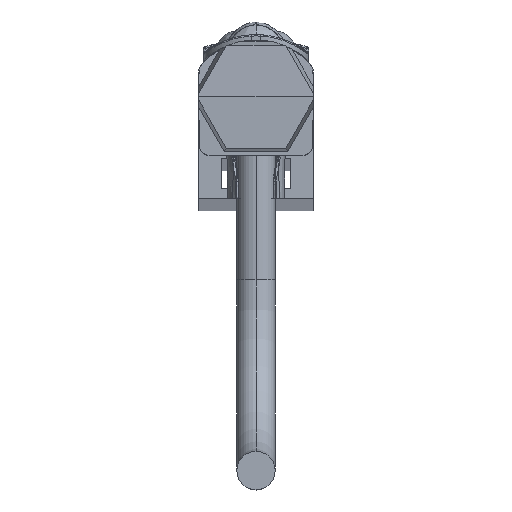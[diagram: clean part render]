
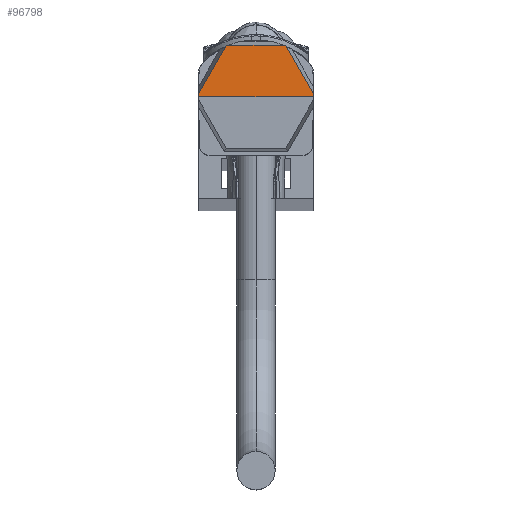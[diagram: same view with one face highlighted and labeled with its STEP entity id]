
A CAD part, top view. The second image highlights one B-rep face of the part: STEP entity #96798.
In plain terms, the highlighted planar face has unit normal (0, 0.018, 1).
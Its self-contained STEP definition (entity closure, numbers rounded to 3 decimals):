
#38624=CARTESIAN_POINT('',(3.161,7.618,382.658));
#38657=CARTESIAN_POINT('',(2.928,7.722,382.656));
#38658=CARTESIAN_POINT('',(3.006,7.689,382.657));
#38659=CARTESIAN_POINT('',(3.084,7.654,382.657));
#38660=CARTESIAN_POINT('',(3.161,7.618,382.658));
#38662=DIRECTION('',(-0.497,0.868,-0.015));
#38663=VECTOR('',#38662,5.7);
#38664=CARTESIAN_POINT('',(5.994,2.673,382.744));
#38665=LINE('',#38664,#38663);
#38666=DIRECTION('',(-0.017,1.,-0.017));
#38667=VECTOR('',#38666,0.323);
#38668=CARTESIAN_POINT('',(6.,2.35,382.75));
#38669=LINE('',#38668,#38667);
#38670=DIRECTION('',(1.,0.,0.));
#38671=VECTOR('',#38670,12.);
#38672=CARTESIAN_POINT('',(-6.,2.35,382.75));
#38673=LINE('',#38672,#38671);
#38674=DIRECTION('',(0.017,1.,-0.017));
#38675=VECTOR('',#38674,0.323);
#38676=CARTESIAN_POINT('',(-6.,2.35,382.75));
#38677=LINE('',#38676,#38675);
#38678=DIRECTION('',(-0.497,-0.868,0.015));
#38679=VECTOR('',#38678,5.7);
#38680=CARTESIAN_POINT('',(-3.161,7.618,
382.658));
#38681=LINE('',#38680,#38679);
#38682=CARTESIAN_POINT('',(-3.161,7.618,
382.658));
#38683=CARTESIAN_POINT('',(-3.084,7.654,
382.657));
#38684=CARTESIAN_POINT('',(-3.006,7.689,
382.657));
#38685=CARTESIAN_POINT('',(-2.927,7.722,
382.656));
#38687=DIRECTION('',(-1.,0.,0.));
#38688=VECTOR('',#38687,5.855);
#38689=CARTESIAN_POINT('',(2.928,7.722,382.656));
#38690=LINE('',#38689,#38688);
#40434=CARTESIAN_POINT('',(2.928,7.722,382.656));
#40440=CARTESIAN_POINT('',(-2.927,7.722,
382.656));
#40450=CARTESIAN_POINT('',(-3.161,7.618,
382.658));
#43677=CARTESIAN_POINT('',(-6.,2.35,382.75));
#43678=VERTEX_POINT('',#43677);
#43679=CARTESIAN_POINT('',(6.,2.35,382.75));
#43680=VERTEX_POINT('',#43679);
#43689=VERTEX_POINT('',#38624);
#43692=CARTESIAN_POINT('',(5.994,2.673,382.744));
#43694=VERTEX_POINT('',#43692);
#43695=VERTEX_POINT('',#40450);
#43698=CARTESIAN_POINT('',(-5.994,2.673,
382.744));
#43700=VERTEX_POINT('',#43698);
#43705=VERTEX_POINT('',#40434);
#43707=VERTEX_POINT('',#40440);
#96778=CARTESIAN_POINT('',(-6.64,2.35,382.75));
#96779=DIRECTION('',(0.,0.017,1.));
#96780=DIRECTION('',(1.,0.,0.));
#96781=AXIS2_PLACEMENT_3D('',#96778,#96779,#96780);
#96782=PLANE('',#96781);
#96783=ORIENTED_EDGE('',*,*,#96739,.T.);
#96784=ORIENTED_EDGE('',*,*,#96726,.F.);
#96785=ORIENTED_EDGE('',*,*,#96711,.F.);
#96787=ORIENTED_EDGE('',*,*,#96786,.F.);
#96789=ORIENTED_EDGE('',*,*,#96788,.T.);
#96791=ORIENTED_EDGE('',*,*,#96790,.F.);
#96793=ORIENTED_EDGE('',*,*,#96792,.T.);
#96795=ORIENTED_EDGE('',*,*,#96794,.F.);
#96796=EDGE_LOOP('',(#96783,#96784,#96785,#96787,#96789,#96791,#96793,#96795));
#96797=FACE_OUTER_BOUND('',#96796,.F.);
#96798=ADVANCED_FACE('',(#96797),#96782,.T.);
#38661=B_SPLINE_CURVE_WITH_KNOTS('',3,(#38657,#38658,#38659,#38660),
.UNSPECIFIED.,.F.,.F.,(4,4),(0.,1.),.UNSPECIFIED.);
#38686=B_SPLINE_CURVE_WITH_KNOTS('',3,(#38682,#38683,#38684,#38685),
.UNSPECIFIED.,.F.,.F.,(4,4),(0.,1.),.UNSPECIFIED.);
#96711=EDGE_CURVE('',#43680,#43694,#38669,.T.);
#96726=EDGE_CURVE('',#43694,#43689,#38665,.T.);
#96739=EDGE_CURVE('',#43705,#43689,#38661,.T.);
#96786=EDGE_CURVE('',#43678,#43680,#38673,.T.);
#96788=EDGE_CURVE('',#43678,#43700,#38677,.T.);
#96790=EDGE_CURVE('',#43695,#43700,#38681,.T.);
#96792=EDGE_CURVE('',#43695,#43707,#38686,.T.);
#96794=EDGE_CURVE('',#43705,#43707,#38690,.T.);
